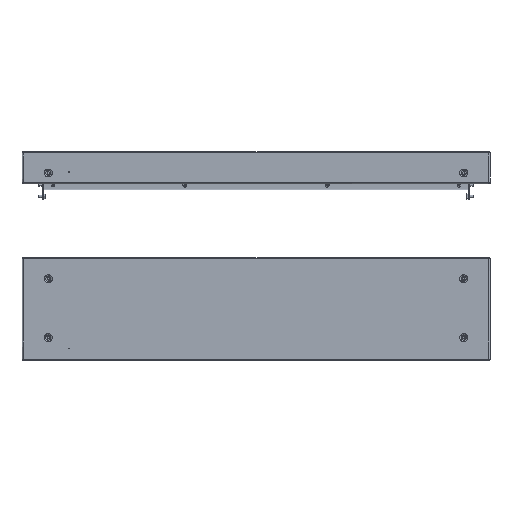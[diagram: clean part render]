
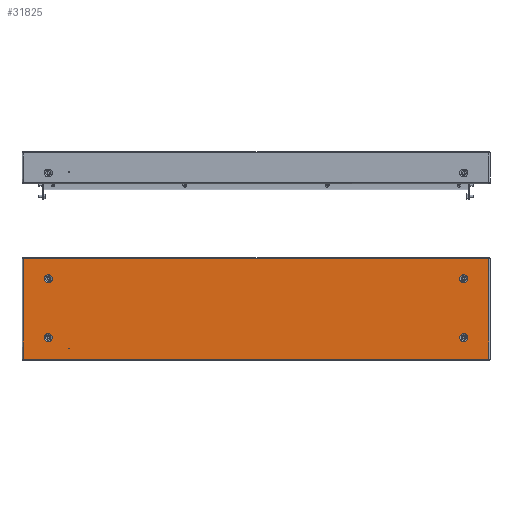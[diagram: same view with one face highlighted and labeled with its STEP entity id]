
A CAD part, top view. The second image highlights one B-rep face of the part: STEP entity #31825.
In plain terms, the highlighted planar face has unit normal (0, 0, 1).
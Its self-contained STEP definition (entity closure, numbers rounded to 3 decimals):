
#303 = AXIS2_PLACEMENT_3D ( 'NONE', #29293, #89095, #18935 ) ;
#369 = EDGE_CURVE ( 'NONE', #5161, #85940, #48295, .T. ) ;
#632 = CARTESIAN_POINT ( 'NONE',  ( -495.1, 107.529, 0. ) ) ;
#3101 = EDGE_LOOP ( 'NONE', ( #109275, #55761, #9972, #7302 ) ) ;
#4754 = EDGE_CURVE ( 'NONE', #55705, #76248, #109094, .T. ) ;
#4841 = EDGE_CURVE ( 'NONE', #75672, #36140, #107654, .T. ) ;
#5161 = VERTEX_POINT ( 'NONE', #6837 ) ;
#5531 = CIRCLE ( 'NONE', #21878, 8.443 ) ;
#6837 = CARTESIAN_POINT ( 'NONE',  ( -495.1, -106.6, 0. ) ) ;
#7302 = ORIENTED_EDGE ( 'NONE', *, *, #58289, .T. ) ;
#8818 = VERTEX_POINT ( 'NONE', #10956 ) ;
#9487 = CARTESIAN_POINT ( 'NONE',  ( -441.5, -61., 0. ) ) ;
#9619 = AXIS2_PLACEMENT_3D ( 'NONE', #37674, #82030, #82793 ) ;
#9972 = ORIENTED_EDGE ( 'NONE', *, *, #52377, .T. ) ;
#10956 = CARTESIAN_POINT ( 'NONE',  ( -441.5, -69.443, 0. ) ) ;
#16525 = DIRECTION ( 'NONE',  ( 0., 1., 0. ) ) ;
#17532 = EDGE_LOOP ( 'NONE', ( #34670, #92269 ) ) ;
#17586 = AXIS2_PLACEMENT_3D ( 'NONE', #51049, #112568, #42653 ) ;
#18935 = DIRECTION ( 'NONE',  ( 0., 1., 0. ) ) ;
#20019 = AXIS2_PLACEMENT_3D ( 'NONE', #55279, #99842, #30408 ) ;
#21031 = DIRECTION ( 'NONE',  ( 1., 0., 0. ) ) ;
#21815 = CARTESIAN_POINT ( 'NONE',  ( 496.029, 106.6, 0. ) ) ;
#21878 = AXIS2_PLACEMENT_3D ( 'NONE', #96085, #104991, #79438 ) ;
#22334 = VERTEX_POINT ( 'NONE', #51703 ) ;
#26614 = EDGE_CURVE ( 'NONE', #69375, #65560, #5531, .T. ) ;
#27157 = DIRECTION ( 'NONE',  ( 0., -1., 0. ) ) ;
#29293 = CARTESIAN_POINT ( 'NONE',  ( -441.5, -61., 0. ) ) ;
#29308 = PLANE ( 'NONE',  #20019 ) ;
#30155 = EDGE_CURVE ( 'NONE', #22334, #87678, #48420, .T. ) ;
#30248 = EDGE_LOOP ( 'NONE', ( #86523, #60134 ) ) ;
#30408 = DIRECTION ( 'NONE',  ( 1., 0., 0. ) ) ;
#31381 = DIRECTION ( 'NONE',  ( 0., 0., 1. ) ) ;
#31825 = ADVANCED_FACE ( 'NONE', ( #106210, #59426, #96555, #73080, #78588, #68982 ), #29308, .T. ) ;
#32446 = CARTESIAN_POINT ( 'NONE',  ( 441.5, 55.557, 0. ) ) ;
#34670 = ORIENTED_EDGE ( 'NONE', *, *, #26614, .F. ) ;
#35933 = ORIENTED_EDGE ( 'NONE', *, *, #102376, .T. ) ;
#36140 = VERTEX_POINT ( 'NONE', #50146 ) ;
#37674 = CARTESIAN_POINT ( 'NONE',  ( 441.5, 64., 0. ) ) ;
#41000 = AXIS2_PLACEMENT_3D ( 'NONE', #85798, #103565, #112439 ) ;
#42149 = DIRECTION ( 'NONE',  ( 0., 1., 0. ) ) ;
#42653 = DIRECTION ( 'NONE',  ( 0., 1., 0. ) ) ;
#43245 = CARTESIAN_POINT ( 'NONE',  ( -441.5, 72.443, 0. ) ) ;
#43359 = CARTESIAN_POINT ( 'NONE',  ( -441.5, -52.557, 0. ) ) ;
#44100 = CARTESIAN_POINT ( 'NONE',  ( 495.1, -107.529, 0. ) ) ;
#44444 = CARTESIAN_POINT ( 'NONE',  ( -397.5, -84., 0. ) ) ;
#46619 = CIRCLE ( 'NONE', #303, 8.443 ) ;
#46853 = ORIENTED_EDGE ( 'NONE', *, *, #57620, .F. ) ;
#47116 = AXIS2_PLACEMENT_3D ( 'NONE', #9487, #106175, #78757 ) ;
#47812 = CARTESIAN_POINT ( 'NONE',  ( 441.5, 64., 0. ) ) ;
#48295 = LINE ( 'NONE', #108894, #112975 ) ;
#48420 = CIRCLE ( 'NONE', #41000, 0.5 ) ;
#50146 = CARTESIAN_POINT ( 'NONE',  ( 441.5, -69.443, 0. ) ) ;
#51049 = CARTESIAN_POINT ( 'NONE',  ( 441.5, -61., 0. ) ) ;
#51703 = CARTESIAN_POINT ( 'NONE',  ( -397., -84., 0. ) ) ;
#52377 = EDGE_CURVE ( 'NONE', #85940, #95438, #88559, .T. ) ;
#55279 = CARTESIAN_POINT ( 'NONE',  ( 0., 0., 0. ) ) ;
#55705 = VERTEX_POINT ( 'NONE', #94026 ) ;
#55761 = ORIENTED_EDGE ( 'NONE', *, *, #369, .T. ) ;
#57251 = AXIS2_PLACEMENT_3D ( 'NONE', #57760, #31381, #74590 ) ;
#57620 = EDGE_CURVE ( 'NONE', #76248, #55705, #80577, .T. ) ;
#57760 = CARTESIAN_POINT ( 'NONE',  ( 441.5, -61., 0. ) ) ;
#58289 = EDGE_CURVE ( 'NONE', #95438, #58326, #87958, .T. ) ;
#58326 = VERTEX_POINT ( 'NONE', #83801 ) ;
#58569 = EDGE_CURVE ( 'NONE', #108632, #8818, #111291, .T. ) ;
#59426 = FACE_BOUND ( 'NONE', #30248, .T. ) ;
#60134 = ORIENTED_EDGE ( 'NONE', *, *, #104112, .F. ) ;
#60788 = EDGE_LOOP ( 'NONE', ( #35933, #76955 ) ) ;
#62895 = AXIS2_PLACEMENT_3D ( 'NONE', #44444, #88145, #71565 ) ;
#63911 = VECTOR ( 'NONE', #16525, 1000. ) ;
#64761 = DIRECTION ( 'NONE',  ( -1., 0., 0. ) ) ;
#65560 = VERTEX_POINT ( 'NONE', #68983 ) ;
#68844 = EDGE_LOOP ( 'NONE', ( #105948, #71247 ) ) ;
#68982 = FACE_OUTER_BOUND ( 'NONE', #3101, .T. ) ;
#68983 = CARTESIAN_POINT ( 'NONE',  ( -441.5, 55.557, 0. ) ) ;
#69031 = CARTESIAN_POINT ( 'NONE',  ( 495.1, 106.6, 0. ) ) ;
#69375 = VERTEX_POINT ( 'NONE', #43245 ) ;
#71247 = ORIENTED_EDGE ( 'NONE', *, *, #85619, .F. ) ;
#71565 = DIRECTION ( 'NONE',  ( -1., 0., 0. ) ) ;
#73080 = FACE_BOUND ( 'NONE', #78831, .T. ) ;
#73761 = LINE ( 'NONE', #632, #77840 ) ;
#74590 = DIRECTION ( 'NONE',  ( 0., 1., 0. ) ) ;
#75672 = VERTEX_POINT ( 'NONE', #102012 ) ;
#76248 = VERTEX_POINT ( 'NONE', #32446 ) ;
#76955 = ORIENTED_EDGE ( 'NONE', *, *, #30155, .T. ) ;
#77840 = VECTOR ( 'NONE', #27157, 1000. ) ;
#78588 = FACE_BOUND ( 'NONE', #17532, .T. ) ;
#78757 = DIRECTION ( 'NONE',  ( 0., 1., 0. ) ) ;
#78831 = EDGE_LOOP ( 'NONE', ( #93611, #46853 ) ) ;
#79438 = DIRECTION ( 'NONE',  ( 0., 1., 0. ) ) ;
#80577 = CIRCLE ( 'NONE', #9619, 8.443 ) ;
#82030 = DIRECTION ( 'NONE',  ( 0., 0., 1. ) ) ;
#82793 = DIRECTION ( 'NONE',  ( 0., 1., 0. ) ) ;
#83801 = CARTESIAN_POINT ( 'NONE',  ( -495.1, 106.6, 0. ) ) ;
#85619 = EDGE_CURVE ( 'NONE', #8818, #108632, #46619, .T. ) ;
#85798 = CARTESIAN_POINT ( 'NONE',  ( -397.5, -84., 0. ) ) ;
#85940 = VERTEX_POINT ( 'NONE', #89169 ) ;
#86184 = DIRECTION ( 'NONE',  ( 0., 0., 1. ) ) ;
#86523 = ORIENTED_EDGE ( 'NONE', *, *, #4841, .F. ) ;
#86555 = CARTESIAN_POINT ( 'NONE',  ( -441.5, 64., 0. ) ) ;
#87678 = VERTEX_POINT ( 'NONE', #106127 ) ;
#87958 = LINE ( 'NONE', #21815, #94811 ) ;
#88145 = DIRECTION ( 'NONE',  ( 0., 0., -1. ) ) ;
#88559 = LINE ( 'NONE', #44100, #63911 ) ;
#89095 = DIRECTION ( 'NONE',  ( 0., 0., 1. ) ) ;
#89169 = CARTESIAN_POINT ( 'NONE',  ( 495.1, -106.6, 0. ) ) ;
#92269 = ORIENTED_EDGE ( 'NONE', *, *, #104746, .F. ) ;
#93611 = ORIENTED_EDGE ( 'NONE', *, *, #4754, .F. ) ;
#94026 = CARTESIAN_POINT ( 'NONE',  ( 441.5, 72.443, 0. ) ) ;
#94160 = CIRCLE ( 'NONE', #17586, 8.443 ) ;
#94811 = VECTOR ( 'NONE', #64761, 1000. ) ;
#95438 = VERTEX_POINT ( 'NONE', #69031 ) ;
#95940 = EDGE_CURVE ( 'NONE', #58326, #5161, #73761, .T. ) ;
#96085 = CARTESIAN_POINT ( 'NONE',  ( -441.5, 64., 0. ) ) ;
#96555 = FACE_BOUND ( 'NONE', #68844, .T. ) ;
#97095 = CIRCLE ( 'NONE', #110357, 8.443 ) ;
#99842 = DIRECTION ( 'NONE',  ( 0., 0., 1. ) ) ;
#101207 = DIRECTION ( 'NONE',  ( 0., 0., 1. ) ) ;
#102012 = CARTESIAN_POINT ( 'NONE',  ( 441.5, -52.557, 0. ) ) ;
#102376 = EDGE_CURVE ( 'NONE', #87678, #22334, #109735, .T. ) ;
#103565 = DIRECTION ( 'NONE',  ( 0., 0., -1. ) ) ;
#104112 = EDGE_CURVE ( 'NONE', #36140, #75672, #94160, .T. ) ;
#104746 = EDGE_CURVE ( 'NONE', #65560, #69375, #97095, .T. ) ;
#104991 = DIRECTION ( 'NONE',  ( 0., 0., 1. ) ) ;
#105948 = ORIENTED_EDGE ( 'NONE', *, *, #58569, .F. ) ;
#106127 = CARTESIAN_POINT ( 'NONE',  ( -398., -84., 0. ) ) ;
#106175 = DIRECTION ( 'NONE',  ( 0., 0., 1. ) ) ;
#106210 = FACE_BOUND ( 'NONE', #60788, .T. ) ;
#107654 = CIRCLE ( 'NONE', #57251, 8.443 ) ;
#108632 = VERTEX_POINT ( 'NONE', #43359 ) ;
#108894 = CARTESIAN_POINT ( 'NONE',  ( -496.029, -106.6, 0. ) ) ;
#109094 = CIRCLE ( 'NONE', #113187, 8.443 ) ;
#109275 = ORIENTED_EDGE ( 'NONE', *, *, #95940, .T. ) ;
#109324 = DIRECTION ( 'NONE',  ( 0., 1., 0. ) ) ;
#109735 = CIRCLE ( 'NONE', #62895, 0.5 ) ;
#110357 = AXIS2_PLACEMENT_3D ( 'NONE', #86555, #86184, #42149 ) ;
#111291 = CIRCLE ( 'NONE', #47116, 8.443 ) ;
#112439 = DIRECTION ( 'NONE',  ( -1., 0., 0. ) ) ;
#112568 = DIRECTION ( 'NONE',  ( 0., 0., 1. ) ) ;
#112975 = VECTOR ( 'NONE', #21031, 1000. ) ;
#113187 = AXIS2_PLACEMENT_3D ( 'NONE', #47812, #101207, #109324 ) ;
